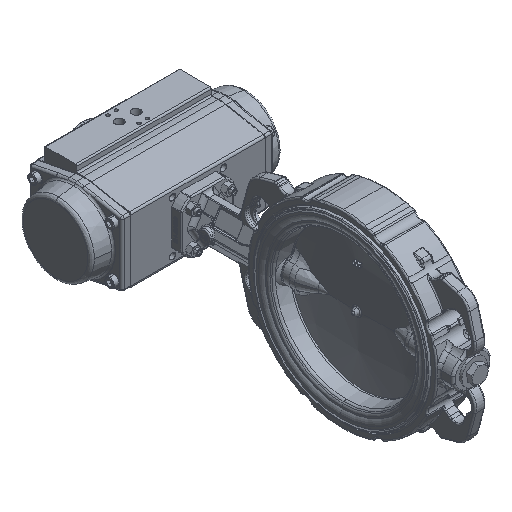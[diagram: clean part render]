
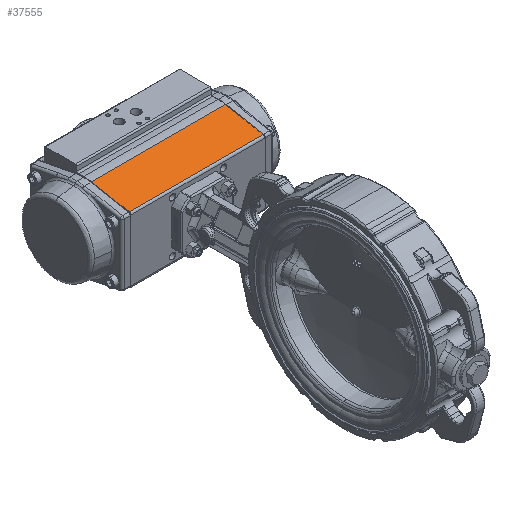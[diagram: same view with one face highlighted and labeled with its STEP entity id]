
A CAD part, isometric view. The second image highlights one B-rep face of the part: STEP entity #37555.
In plain terms, the highlighted planar face has unit normal (0, 0.185, -0.983).
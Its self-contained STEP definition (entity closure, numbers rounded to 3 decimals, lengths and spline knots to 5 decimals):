
#6307 = VECTOR ( 'NONE', #42446, 1. ) ;
#6638 = VERTEX_POINT ( 'NONE', #21021 ) ;
#7115 = ORIENTED_EDGE ( 'NONE', *, *, #90609, .T. ) ;
#9931 = CARTESIAN_POINT ( 'NONE',  ( 0.08703, 0.11651, 0.47124 ) ) ;
#11040 = VERTEX_POINT ( 'NONE', #72259 ) ;
#13749 = DIRECTION ( 'NONE',  ( 0., 0.185, -0.983 ) ) ;
#14060 = CARTESIAN_POINT ( 'NONE',  ( -0.10297, 0.11651, 0.47124 ) ) ;
#19348 = LINE ( 'NONE', #40980, #69104 ) ;
#21021 = CARTESIAN_POINT ( 'NONE',  ( -0.10297, 0.11651, 0.47124 ) ) ;
#21905 = FACE_OUTER_BOUND ( 'NONE', #89262, .T. ) ;
#22119 = CARTESIAN_POINT ( 'NONE',  ( -0.10297, 0.16993, 0.48129 ) ) ;
#27627 = DIRECTION ( 'NONE',  ( 1., 0., 0. ) ) ;
#28097 = LINE ( 'NONE', #64135, #69906 ) ;
#37555 = ADVANCED_FACE ( 'NONE', ( #21905 ), #78695, .T. ) ;
#40980 = CARTESIAN_POINT ( 'NONE',  ( 0.08703, 0.11651, 0.47124 ) ) ;
#42446 = DIRECTION ( 'NONE',  ( -1., 0., 0. ) ) ;
#43371 = DIRECTION ( 'NONE',  ( 0., 0.983, 0.185 ) ) ;
#46966 = VERTEX_POINT ( 'NONE', #22119 ) ;
#49183 = ORIENTED_EDGE ( 'NONE', *, *, #62609, .T. ) ;
#53003 = ORIENTED_EDGE ( 'NONE', *, *, #69639, .T. ) ;
#54990 = ORIENTED_EDGE ( 'NONE', *, *, #80135, .T. ) ;
#59921 = VECTOR ( 'NONE', #43371, 1. ) ;
#62609 = EDGE_CURVE ( 'NONE', #87694, #6638, #84476, .T. ) ;
#64135 = CARTESIAN_POINT ( 'NONE',  ( 0.08703, 0.16993, 0.48129 ) ) ;
#69104 = VECTOR ( 'NONE', #85729, 1. ) ;
#69639 = EDGE_CURVE ( 'NONE', #11040, #87694, #19348, .T. ) ;
#69906 = VECTOR ( 'NONE', #27627, 1. ) ;
#72259 = CARTESIAN_POINT ( 'NONE',  ( 0.08703, 0.16993, 0.48129 ) ) ;
#72861 = CARTESIAN_POINT ( 'NONE',  ( 0.08703, 0.11651, 0.47124 ) ) ;
#76335 = AXIS2_PLACEMENT_3D ( 'NONE', #72861, #13749, #93104 ) ;
#78695 = PLANE ( 'NONE',  #76335 ) ;
#79956 = LINE ( 'NONE', #14060, #59921 ) ;
#80135 = EDGE_CURVE ( 'NONE', #6638, #46966, #79956, .T. ) ;
#84476 = LINE ( 'NONE', #9931, #6307 ) ;
#85263 = CARTESIAN_POINT ( 'NONE',  ( 0.08703, 0.11651, 0.47124 ) ) ;
#85729 = DIRECTION ( 'NONE',  ( 0., -0.983, -0.185 ) ) ;
#87694 = VERTEX_POINT ( 'NONE', #85263 ) ;
#89262 = EDGE_LOOP ( 'NONE', ( #49183, #54990, #7115, #53003 ) ) ;
#90609 = EDGE_CURVE ( 'NONE', #46966, #11040, #28097, .T. ) ;
#93104 = DIRECTION ( 'NONE',  ( 0., 0.983, 0.185 ) ) ;
